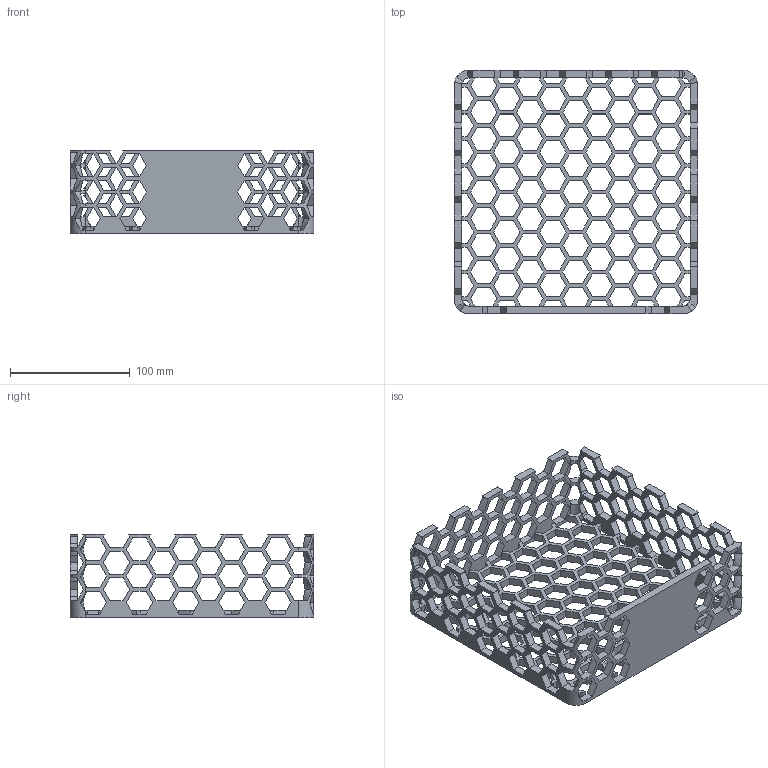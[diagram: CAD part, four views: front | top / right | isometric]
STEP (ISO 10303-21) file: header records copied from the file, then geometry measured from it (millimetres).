
FILE_DESCRIPTION(/* description */ (''),/* implementation_level */ '2;1');
FILE_NAME(/* name */ 'hex napkin holder v2.step',/* time_stamp */ '2024-07-07T15:37:41-04:00',/* author */ (''),/* organization */ (''),/* preprocessor_version */ 'ST-DEVELOPER v20',/* originating_system */ 'Autodesk Translation Framework v13.14.0.145',/* authorisation */ '');
FILE_SCHEMA (('AUTOMOTIVE_DESIGN { 1 0 10303 214 3 1 1 }'));
Length unit declared in the file: inch
Products named in the file (1): hex napkin holder
Bounding box: 203.2 x 203.2 x 69.85 mm (x, y, z)
Volume: 201462.7 mm3; surface area: 148662.1 mm2
Topology: 1 solids, 1 shells, 1275 faces, 4004 edges, 2640 vertices
Faces by surface type: plane 1207, bspline 58, cylinder 10
Entity records: 45061 total; most frequent: CARTESIAN_POINT 9144, ORIENTED_EDGE 8008, DIRECTION 6408, EDGE_CURVE 4004, LINE 3800, VECTOR 3800, VERTEX_POINT 2640, EDGE_LOOP 1580
